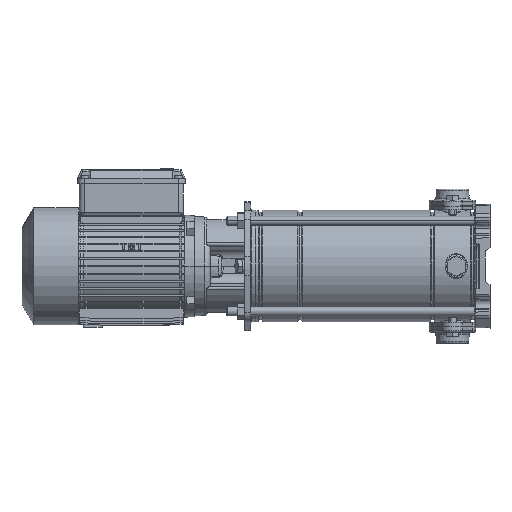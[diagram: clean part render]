
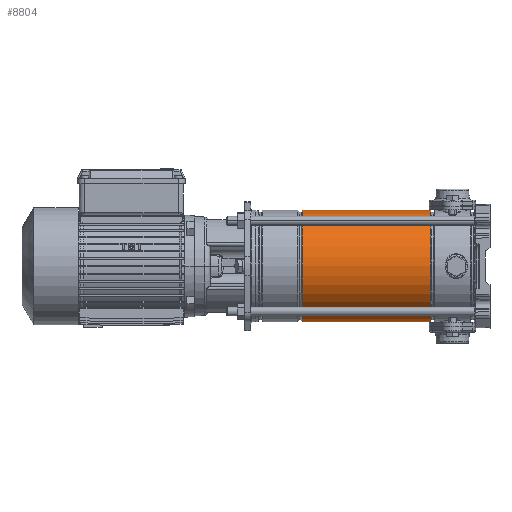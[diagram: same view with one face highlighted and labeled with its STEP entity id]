
A CAD part, left-side view. The second image highlights one B-rep face of the part: STEP entity #8804.
In plain terms, the highlighted cylindrical face has radius 74.4 mm (diameter 148.8 mm), a partial arc.
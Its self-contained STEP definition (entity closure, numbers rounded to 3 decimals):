
#536 = AXIS2_PLACEMENT_3D ( 'NONE', #4981, #13828, #32698 ) ;
#4270 = LINE ( 'NONE', #45973, #13811 ) ;
#4429 = EDGE_LOOP ( 'NONE', ( #13771, #46318, #43523, #14983 ) ) ;
#4981 = CARTESIAN_POINT ( 'NONE',  ( 0., 0., 67.336 ) ) ;
#7955 = VERTEX_POINT ( 'NONE', #18337 ) ;
#8804 = ADVANCED_FACE ( 'NONE', ( #32815 ), #46800, .T. ) ;
#9991 = CARTESIAN_POINT ( 'NONE',  ( 0., 0., 0. ) ) ;
#10207 = CARTESIAN_POINT ( 'NONE',  ( -74.4, 0., 67.336 ) ) ;
#10259 = CARTESIAN_POINT ( 'NONE',  ( -74.4, 0., 238.664 ) ) ;
#13771 = ORIENTED_EDGE ( 'NONE', *, *, #38381, .T. ) ;
#13811 = VECTOR ( 'NONE', #27092, 1000. ) ;
#13828 = DIRECTION ( 'NONE',  ( 0., 0., -1. ) ) ;
#14983 = ORIENTED_EDGE ( 'NONE', *, *, #38443, .F. ) ;
#15424 = CARTESIAN_POINT ( 'NONE',  ( 74.4, 0., 67.336 ) ) ;
#15854 = EDGE_CURVE ( 'NONE', #7955, #38433, #4270, .T. ) ;
#16009 = VECTOR ( 'NONE', #52213, 1000. ) ;
#16996 = AXIS2_PLACEMENT_3D ( 'NONE', #27927, #31892, #41317 ) ;
#18337 = CARTESIAN_POINT ( 'NONE',  ( 74.4, 0., 238.664 ) ) ;
#19404 = DIRECTION ( 'NONE',  ( -1., 0., 0. ) ) ;
#20714 = VERTEX_POINT ( 'NONE', #10207 ) ;
#22288 = AXIS2_PLACEMENT_3D ( 'NONE', #9991, #24273, #19404 ) ;
#24273 = DIRECTION ( 'NONE',  ( 0., 0., -1. ) ) ;
#26266 = EDGE_CURVE ( 'NONE', #20714, #38433, #28728, .T. ) ;
#27092 = DIRECTION ( 'NONE',  ( 0., 0., -1. ) ) ;
#27927 = CARTESIAN_POINT ( 'NONE',  ( 0., 0., 238.664 ) ) ;
#28728 = CIRCLE ( 'NONE', #536, 74.4 ) ;
#29126 = LINE ( 'NONE', #51925, #16009 ) ;
#31562 = CIRCLE ( 'NONE', #16996, 74.4 ) ;
#31892 = DIRECTION ( 'NONE',  ( 0., 0., -1. ) ) ;
#32698 = DIRECTION ( 'NONE',  ( -1., 0., 0. ) ) ;
#32815 = FACE_OUTER_BOUND ( 'NONE', #4429, .T. ) ;
#36854 = VERTEX_POINT ( 'NONE', #10259 ) ;
#38381 = EDGE_CURVE ( 'NONE', #36854, #7955, #31562, .T. ) ;
#38433 = VERTEX_POINT ( 'NONE', #15424 ) ;
#38443 = EDGE_CURVE ( 'NONE', #36854, #20714, #29126, .T. ) ;
#41317 = DIRECTION ( 'NONE',  ( -1., 0., 0. ) ) ;
#43523 = ORIENTED_EDGE ( 'NONE', *, *, #26266, .F. ) ;
#45973 = CARTESIAN_POINT ( 'NONE',  ( 74.4, 0., 0. ) ) ;
#46318 = ORIENTED_EDGE ( 'NONE', *, *, #15854, .T. ) ;
#46800 = CYLINDRICAL_SURFACE ( 'NONE', #22288, 74.4 ) ;
#51925 = CARTESIAN_POINT ( 'NONE',  ( -74.4, 0., 0. ) ) ;
#52213 = DIRECTION ( 'NONE',  ( 0., 0., -1. ) ) ;
